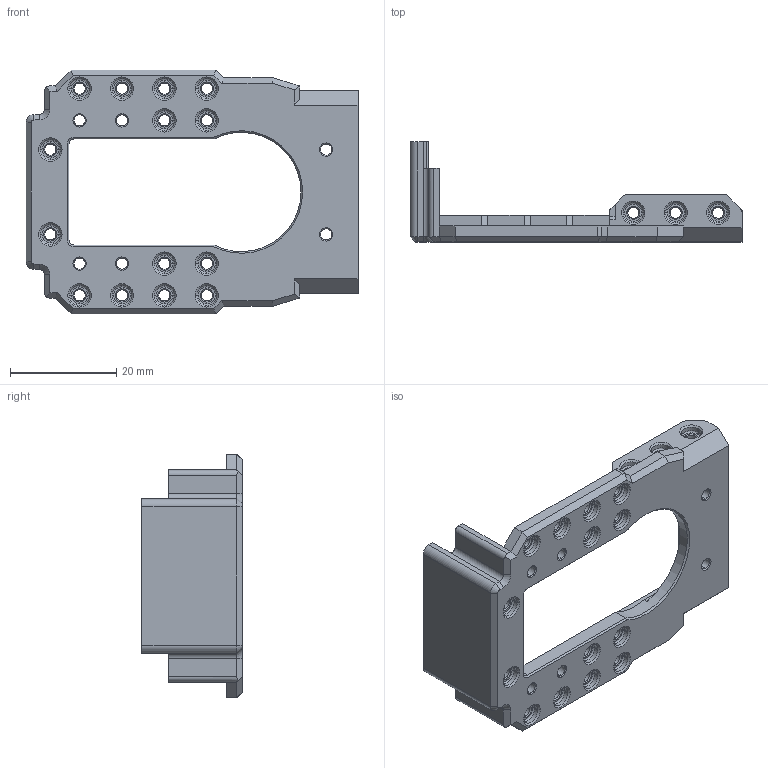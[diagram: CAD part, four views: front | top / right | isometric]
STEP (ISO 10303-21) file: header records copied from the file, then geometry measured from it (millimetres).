
FILE_DESCRIPTION((''),'2;1');
FILE_NAME('F8','2010-04-09T',('JANG WOOK'),(''),'PRO/ENGINEER BY PARAMETRIC TECHNOLOGY CORPORATION, 2009060','PRO/ENGINEER BY PARAMETRIC TECHNOLOGY CORPORATION, 2009060','');
FILE_SCHEMA(('CONFIG_CONTROL_DESIGN'));
Length unit declared in the file: millimetre
Products named in the file (1): F8
Bounding box: 62.6 x 18.9 x 46 mm (x, y, z)
Volume: 7178 mm3; surface area: 7465.9 mm2
Topology: 1 solids, 1 shells, 523 faces, 1319 edges, 822 vertices
Faces by surface type: plane 265, cylinder 119, cone 99, torus 40
Entity records: 15690 total; most frequent: DIRECTION 2774, CARTESIAN_POINT 2692, ORIENTED_EDGE 2638, EDGE_CURVE 1319, AXIS2_PLACEMENT_3D 942, VECTOR 890, LINE 890, VERTEX_POINT 822
